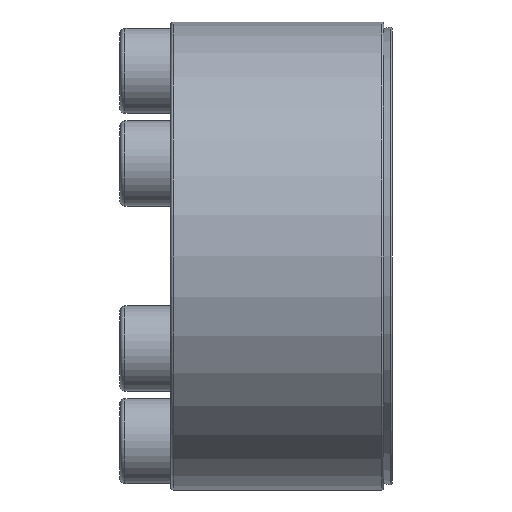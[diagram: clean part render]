
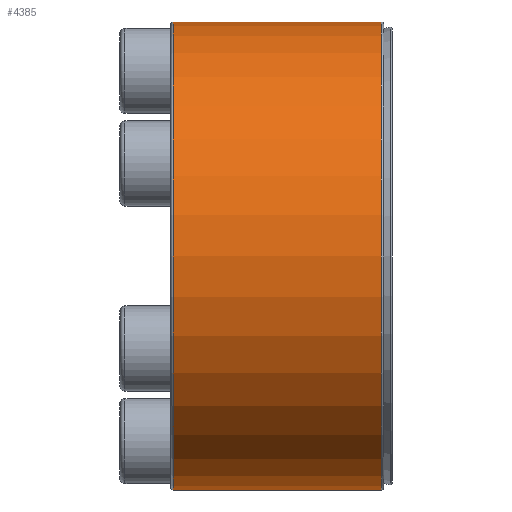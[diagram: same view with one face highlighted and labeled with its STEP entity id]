
A CAD part, front view. The second image highlights one B-rep face of the part: STEP entity #4385.
In plain terms, the highlighted cylindrical face has radius 27.5 mm (diameter 55 mm), a partial arc.
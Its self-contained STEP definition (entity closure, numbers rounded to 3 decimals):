
#3631=CARTESIAN_POINT('',(24.74,-0.,-27.5));
#3632=VERTEX_POINT('',#3631);
#3665=CARTESIAN_POINT('',(0.26,-0.,-27.5));
#3666=VERTEX_POINT('',#3665);
#3667=CARTESIAN_POINT('',(24.74,0.,-27.5));
#3668=DIRECTION('',(-1.,-0.,0.));
#3669=VECTOR('',#3668,24.48);
#3670=LINE('',#3667,#3669);
#3671=EDGE_CURVE('',#3632,#3666,#3670,.T.);
#4340=CARTESIAN_POINT('',(24.74,0.,27.5));
#4341=VERTEX_POINT('',#4340);
#4349=CARTESIAN_POINT('',(24.74,0.,0.));
#4350=DIRECTION('',(1.,0.,0.));
#4351=DIRECTION('',(0.,0.,-1.));
#4352=AXIS2_PLACEMENT_3D('',#4349,#4350,#4351);
#4353=CIRCLE('',#4352,27.5);
#4354=EDGE_CURVE('',#4341,#3632,#4353,.T.);
#4361=CARTESIAN_POINT('',(26.,0.,0.));
#4362=DIRECTION('',(1.,0.,0.));
#4363=DIRECTION('',(0.,0.,-1.));
#4364=AXIS2_PLACEMENT_3D('',#4361,#4362,#4363);
#4365=CYLINDRICAL_SURFACE('',#4364,27.5);
#4366=CARTESIAN_POINT('',(0.26,0.,27.5));
#4367=VERTEX_POINT('',#4366);
#4368=CARTESIAN_POINT('',(24.74,0.,27.5));
#4369=DIRECTION('',(-1.,-0.,0.));
#4370=VECTOR('',#4369,24.48);
#4371=LINE('',#4368,#4370);
#4372=EDGE_CURVE('',#4341,#4367,#4371,.T.);
#4373=ORIENTED_EDGE('',*,*,#4372,.T.);
#4374=CARTESIAN_POINT('',(0.26,0.,0.));
#4375=DIRECTION('',(1.,0.,0.));
#4376=DIRECTION('',(0.,0.,-1.));
#4377=AXIS2_PLACEMENT_3D('',#4374,#4375,#4376);
#4378=CIRCLE('',#4377,27.5);
#4379=EDGE_CURVE('',#4367,#3666,#4378,.T.);
#4380=ORIENTED_EDGE('',*,*,#4379,.T.);
#4381=ORIENTED_EDGE('',*,*,#3671,.F.);
#4382=ORIENTED_EDGE('',*,*,#4354,.F.);
#4383=EDGE_LOOP('',(#4373,#4380,#4381,#4382));
#4384=FACE_BOUND('',#4383,.T.);
#4385=ADVANCED_FACE('',(#4384),#4365,.T.);
